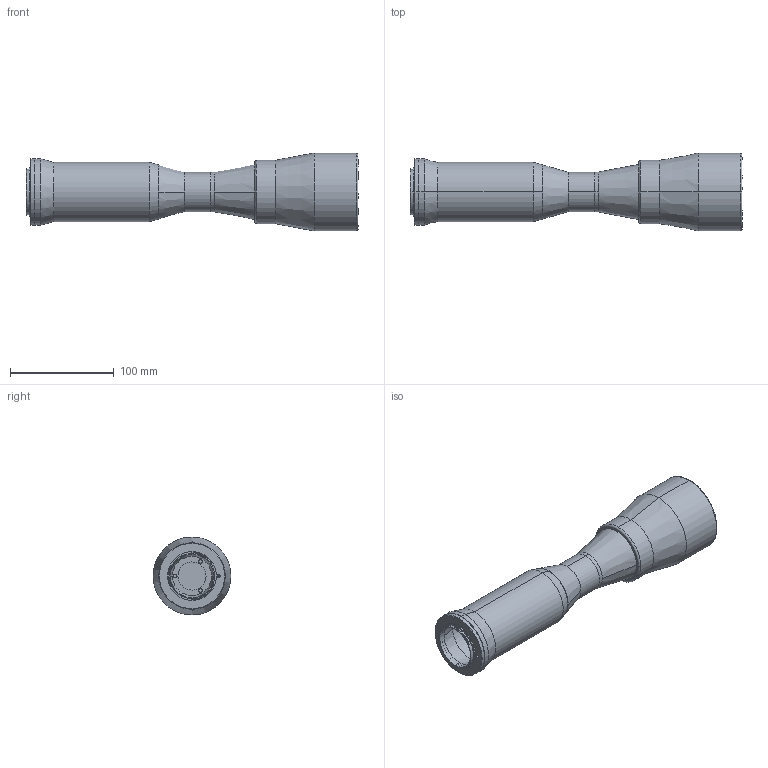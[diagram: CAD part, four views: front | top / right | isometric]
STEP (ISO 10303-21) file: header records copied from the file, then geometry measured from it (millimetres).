
FILE_DESCRIPTION (( 'STEP AP214' ), '1' );
FILE_NAME ('TC16M048.STEP', '2013-04-23T14:04:19', ( 'Work' ), ( '' ), 'SwSTEP 2.0', 'SolidWorks 2013', '' );
FILE_SCHEMA (( 'AUTOMOTIVE_DESIGN' ));
Length unit declared in the file: millimetre
Products named in the file (1): TC16M048
Bounding box: 319.51 x 75 x 75 mm (x, y, z)
Surface area: 91477.6 mm2 (no closed solid volume)
Topology: 0 solids, 10 shells, 100 faces, 276 edges, 187 vertices
Faces by surface type: cylinder 45, plane 28, cone 20, bspline 5, torus 2
Entity records: 7002 total; most frequent: CARTESIAN_POINT 3341, DIRECTION 554, ORIENTED_EDGE 477, EDGE_CURVE 276, AXIS2_PLACEMENT_3D 226, VERTEX_POINT 187, CIRCLE 130, EDGE_LOOP 117
